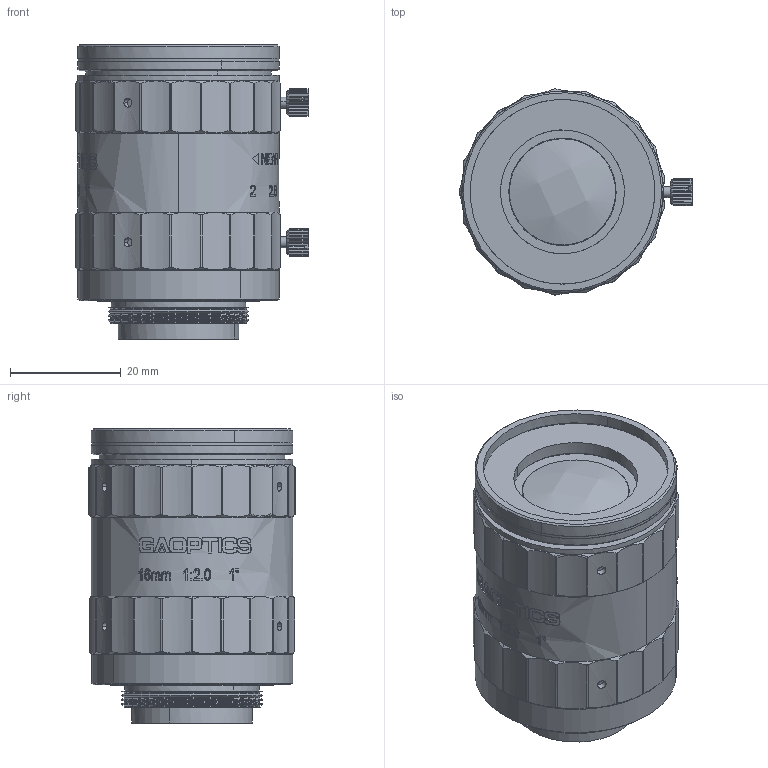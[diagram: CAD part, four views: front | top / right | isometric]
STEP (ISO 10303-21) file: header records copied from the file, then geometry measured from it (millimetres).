
FILE_DESCRIPTION (( 'STEP AP203' ), '1' );
FILE_NAME ('600023.STEP', '2020-12-30T12:39:46', ( '' ), ( '' ), 'SwSTEP 2.0', 'SolidWorks 2019', '' );
FILE_SCHEMA (( 'CONFIG_CONTROL_DESIGN' ));
Products named in the file (1): 600023
Bounding box: 42.25 x 37.25 x 53.18 mm (x, y, z)
Volume: 47014.7 mm3; surface area: 15121.8 mm2
Topology: 11 solids, 11 shells, 1248 faces, 3385 edges, 2249 vertices
Faces by surface type: bspline 1248
Entity records: 80167 total; most frequent: CARTESIAN_POINT 59922, ORIENTED_EDGE 6770, EDGE_CURVE 3385, B_SPLINE_CURVE_WITH_KNOTS 2983, VERTEX_POINT 2249, EDGE_LOOP 1352, FACE_OUTER_BOUND 1248, ADVANCED_FACE 1248
